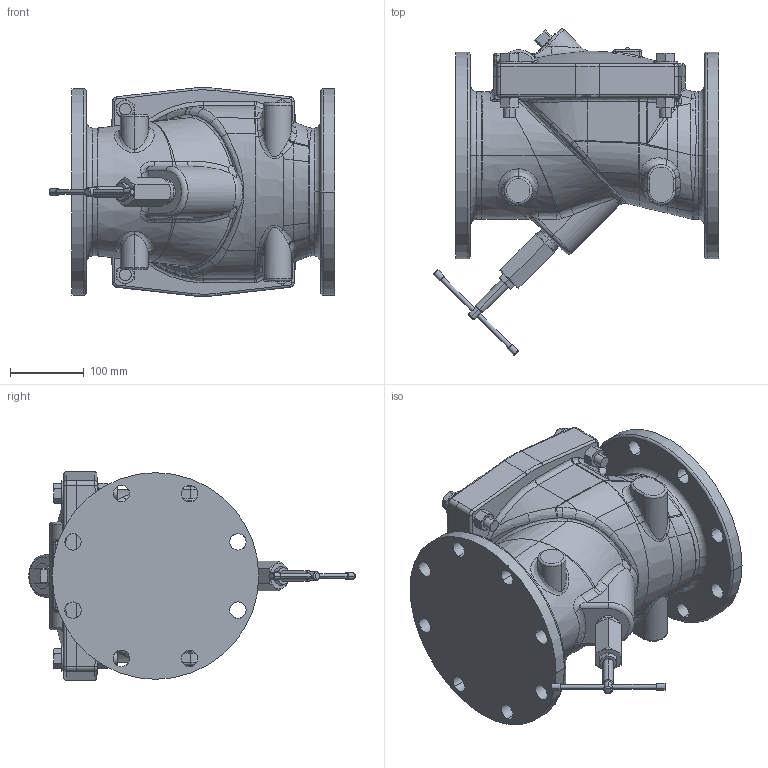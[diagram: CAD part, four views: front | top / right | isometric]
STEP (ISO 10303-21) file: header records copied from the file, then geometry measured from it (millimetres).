
FILE_DESCRIPTION((''),'2;1');
FILE_NAME('506CBF_SW0001','2023-11-01T07:43:44',('jlesh'),(''),'CREO PARAMETRIC BY PTC INC, 2023072','CREO PARAMETRIC BY PTC INC, 2023072','');
FILE_SCHEMA(('AUTOMOTIVE_DESIGN { 1 0 10303 214 1 1 1 1 }'));
Products named in the file (1): 506CBF_SW0001
Bounding box: 386.5 x 441.4 x 282.55 mm (x, y, z)
Volume: 14920393.5 mm3; surface area: 592517.8 mm2
Topology: 1 solids, 1 shells, 835 faces, 2003 edges, 1192 vertices
Faces by surface type: bspline 295, cylinder 193, plane 170, cone 102, torus 57, sphere 14, revolution 4
Entity records: 61057 total; most frequent: CARTESIAN_POINT 38510, ORIENTED_EDGE 3994, DIRECTION 2891, EDGE_CURVE 1997, COLOUR_RGB 1332, AXIS2_PLACEMENT_3D 1229, VERTEX_POINT 1192, EDGE_LOOP 909
